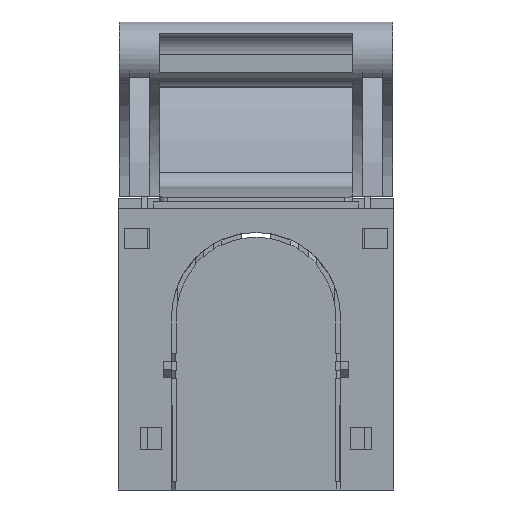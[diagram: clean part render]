
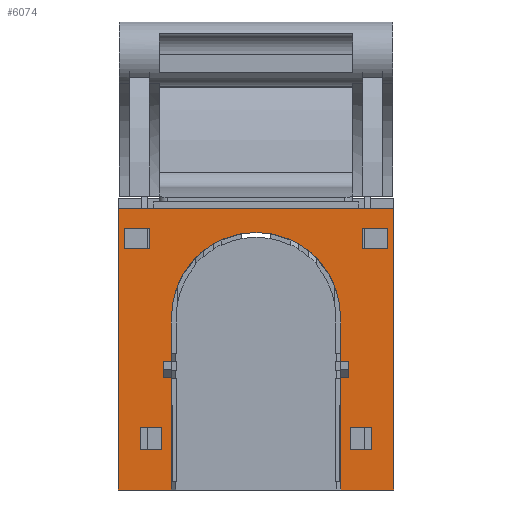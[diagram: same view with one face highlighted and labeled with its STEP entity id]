
A CAD part, left-side view. The second image highlights one B-rep face of the part: STEP entity #6074.
In plain terms, the highlighted planar face has unit normal (-1, 0, 0).
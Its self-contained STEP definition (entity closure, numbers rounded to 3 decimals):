
#1749=DIRECTION('',(0.,-1.,0.));
#1750=VECTOR('',#1749,68.5);
#1751=CARTESIAN_POINT('',(-164.,34.25,42.5));
#1752=LINE('',#1751,#1750);
#1770=DIRECTION('',(0.,0.,1.));
#1771=VECTOR('',#1770,70.);
#1772=CARTESIAN_POINT('',(-164.,34.25,-27.5));
#1773=LINE('',#1772,#1771);
#1784=DIRECTION('',(0.,0.,1.));
#1785=VECTOR('',#1784,70.);
#1786=CARTESIAN_POINT('',(-164.,-34.25,-27.5));
#1787=LINE('',#1786,#1785);
#1791=DIRECTION('',(0.,-1.,0.));
#1792=VECTOR('',#1791,1.5);
#1793=CARTESIAN_POINT('',(-164.,-32.75,-27.5));
#1794=LINE('',#1793,#1792);
#1798=DIRECTION('',(0.,0.,-1.));
#1799=VECTOR('',#1798,28.);
#1800=CARTESIAN_POINT('',(-164.,-21.,0.5));
#1801=LINE('',#1800,#1799);
#1805=DIRECTION('',(0.,1.,0.));
#1806=VECTOR('',#1805,2.);
#1807=CARTESIAN_POINT('',(-164.,-23.,0.5));
#1808=LINE('',#1807,#1806);
#1812=DIRECTION('',(0.,0.,-1.));
#1813=VECTOR('',#1812,11.);
#1814=CARTESIAN_POINT('',(-164.,-21.,15.5));
#1815=LINE('',#1814,#1813);
#1819=CARTESIAN_POINT('',(-164.,0.,15.5));
#1820=DIRECTION('',(1.,0.,0.));
#1821=DIRECTION('',(0.,1.,0.));
#1822=AXIS2_PLACEMENT_3D('',#1819,#1820,#1821);
#1827=DIRECTION('',(0.,-1.,0.));
#1828=VECTOR('',#1827,2.);
#1829=CARTESIAN_POINT('',(-164.,23.,4.5));
#1830=LINE('',#1829,#1828);
#1834=DIRECTION('',(0.,0.,1.));
#1835=VECTOR('',#1834,4.);
#1836=CARTESIAN_POINT('',(-164.,23.,0.5));
#1837=LINE('',#1836,#1835);
#1841=DIRECTION('',(0.,-1.,0.));
#1842=VECTOR('',#1841,6.4);
#1843=CARTESIAN_POINT('',(-164.,32.75,37.5));
#1844=LINE('',#1843,#1842);
#1848=DIRECTION('',(0.,0.,1.));
#1849=VECTOR('',#1848,5.);
#1850=CARTESIAN_POINT('',(-164.,32.75,32.5));
#1851=LINE('',#1850,#1849);
#1855=DIRECTION('',(0.,1.,0.));
#1856=VECTOR('',#1855,6.4);
#1857=CARTESIAN_POINT('',(-164.,26.35,32.5));
#1858=LINE('',#1857,#1856);
#1862=DIRECTION('',(0.,-1.,0.));
#1863=VECTOR('',#1862,6.4);
#1864=CARTESIAN_POINT('',(-164.,-26.35,37.5));
#1865=LINE('',#1864,#1863);
#1869=DIRECTION('',(0.,0.,1.));
#1870=VECTOR('',#1869,5.);
#1871=CARTESIAN_POINT('',(-164.,-26.35,32.5));
#1872=LINE('',#1871,#1870);
#1876=DIRECTION('',(0.,1.,0.));
#1877=VECTOR('',#1876,6.4);
#1878=CARTESIAN_POINT('',(-164.,-32.75,32.5));
#1879=LINE('',#1878,#1877);
#1883=DIRECTION('',(0.,0.,-1.));
#1884=VECTOR('',#1883,5.5);
#1885=CARTESIAN_POINT('',(-164.,23.5,-12.));
#1886=LINE('',#1885,#1884);
#1890=DIRECTION('',(0.,-1.,0.));
#1891=VECTOR('',#1890,5.25);
#1892=CARTESIAN_POINT('',(-164.,28.75,-12.));
#1893=LINE('',#1892,#1891);
#1897=DIRECTION('',(0.,1.,0.));
#1898=VECTOR('',#1897,5.25);
#1899=CARTESIAN_POINT('',(-164.,23.5,-17.5));
#1900=LINE('',#1899,#1898);
#1904=DIRECTION('',(0.,0.,1.));
#1905=VECTOR('',#1904,5.5);
#1906=CARTESIAN_POINT('',(-164.,-23.5,-17.5));
#1907=LINE('',#1906,#1905);
#1911=DIRECTION('',(0.,1.,0.));
#1912=VECTOR('',#1911,5.25);
#1913=CARTESIAN_POINT('',(-164.,-28.75,-17.5));
#1914=LINE('',#1913,#1912);
#1918=DIRECTION('',(0.,0.,-1.));
#1919=VECTOR('',#1918,5.5);
#1920=CARTESIAN_POINT('',(-164.,-28.75,-12.));
#1921=LINE('',#1920,#1919);
#1925=DIRECTION('',(0.,-1.,0.));
#1926=VECTOR('',#1925,5.25);
#1927=CARTESIAN_POINT('',(-164.,-23.5,-12.));
#1928=LINE('',#1927,#1926);
#1953=DIRECTION('',(0.,1.,0.));
#1954=VECTOR('',#1953,11.75);
#1955=CARTESIAN_POINT('',(-164.,-32.75,-27.5));
#1956=LINE('',#1955,#1954);
#2037=DIRECTION('',(0.,1.,0.));
#2038=VECTOR('',#2037,1.5);
#2039=CARTESIAN_POINT('',(-164.,32.75,-27.5));
#2040=LINE('',#2039,#2038);
#2044=DIRECTION('',(0.,1.,0.));
#2045=VECTOR('',#2044,11.75);
#2046=CARTESIAN_POINT('',(-164.,21.,-27.5));
#2047=LINE('',#2046,#2045);
#2306=DIRECTION('',(0.,0.,1.));
#2307=VECTOR('',#2306,5.);
#2308=CARTESIAN_POINT('',(-164.,-32.75,32.5));
#2309=LINE('',#2308,#2307);
#3977=DIRECTION('',(0.,0.,1.));
#3978=VECTOR('',#3977,5.);
#3979=CARTESIAN_POINT('',(-164.,26.35,32.5));
#3980=LINE('',#3979,#3978);
#4637=DIRECTION('',(0.,0.,-1.));
#4638=VECTOR('',#4637,28.);
#4639=CARTESIAN_POINT('',(-164.,21.,0.5));
#4640=LINE('',#4639,#4638);
#4672=DIRECTION('',(0.,0.,-1.));
#4673=VECTOR('',#4672,11.);
#4674=CARTESIAN_POINT('',(-164.,21.,15.5));
#4675=LINE('',#4674,#4673);
#4728=DIRECTION('',(0.,-1.,0.));
#4729=VECTOR('',#4728,2.);
#4730=CARTESIAN_POINT('',(-164.,23.,0.5));
#4731=LINE('',#4730,#4729);
#4924=DIRECTION('',(0.,1.,0.));
#4925=VECTOR('',#4924,2.);
#4926=CARTESIAN_POINT('',(-164.,-23.,4.5));
#4927=LINE('',#4926,#4925);
#4931=DIRECTION('',(0.,0.,1.));
#4932=VECTOR('',#4931,4.);
#4933=CARTESIAN_POINT('',(-164.,-23.,0.5));
#4934=LINE('',#4933,#4932);
#5127=DIRECTION('',(0.,0.,-1.));
#5128=VECTOR('',#5127,5.5);
#5129=CARTESIAN_POINT('',(-164.,28.75,-12.));
#5130=LINE('',#5129,#5128);
#5199=CARTESIAN_POINT('',(-164.,34.25,42.5));
#5201=VERTEX_POINT('',#5199);
#5203=CARTESIAN_POINT('',(-164.,-34.25,42.5));
#5204=VERTEX_POINT('',#5203);
#5482=CARTESIAN_POINT('',(-164.,-23.,0.5));
#5483=CARTESIAN_POINT('',(-164.,-23.,4.5));
#5484=VERTEX_POINT('',#5482);
#5485=VERTEX_POINT('',#5483);
#5493=CARTESIAN_POINT('',(-164.,23.,0.5));
#5495=VERTEX_POINT('',#5493);
#5500=CARTESIAN_POINT('',(-164.,23.,4.5));
#5501=VERTEX_POINT('',#5500);
#5504=CARTESIAN_POINT('',(-164.,21.,4.5));
#5505=VERTEX_POINT('',#5504);
#5510=CARTESIAN_POINT('',(-164.,21.,0.5));
#5511=VERTEX_POINT('',#5510);
#5512=CARTESIAN_POINT('',(-164.,34.25,-27.5));
#5513=VERTEX_POINT('',#5512);
#5554=CARTESIAN_POINT('',(-164.,-34.25,-27.5));
#5555=VERTEX_POINT('',#5554);
#5556=CARTESIAN_POINT('',(-164.,-21.,4.5));
#5557=VERTEX_POINT('',#5556);
#5564=CARTESIAN_POINT('',(-164.,-21.,0.5));
#5565=VERTEX_POINT('',#5564);
#5566=CARTESIAN_POINT('',(-164.,21.,-27.5));
#5567=CARTESIAN_POINT('',(-164.,32.75,-27.5));
#5568=VERTEX_POINT('',#5566);
#5569=VERTEX_POINT('',#5567);
#5570=CARTESIAN_POINT('',(-164.,21.,15.5));
#5571=VERTEX_POINT('',#5570);
#5572=CARTESIAN_POINT('',(-164.,-21.,15.5));
#5573=VERTEX_POINT('',#5572);
#5574=CARTESIAN_POINT('',(-164.,-21.,-27.5));
#5575=VERTEX_POINT('',#5574);
#5576=CARTESIAN_POINT('',(-164.,-32.75,-27.5));
#5577=VERTEX_POINT('',#5576);
#5578=CARTESIAN_POINT('',(-164.,26.35,32.5));
#5579=CARTESIAN_POINT('',(-164.,26.35,37.5));
#5580=VERTEX_POINT('',#5578);
#5581=VERTEX_POINT('',#5579);
#5582=CARTESIAN_POINT('',(-164.,32.75,32.5));
#5583=VERTEX_POINT('',#5582);
#5584=CARTESIAN_POINT('',(-164.,32.75,37.5));
#5585=VERTEX_POINT('',#5584);
#5586=CARTESIAN_POINT('',(-164.,-26.35,37.5));
#5587=CARTESIAN_POINT('',(-164.,-32.75,37.5));
#5588=VERTEX_POINT('',#5586);
#5589=VERTEX_POINT('',#5587);
#5590=CARTESIAN_POINT('',(-164.,-32.75,32.5));
#5591=VERTEX_POINT('',#5590);
#5592=CARTESIAN_POINT('',(-164.,-26.35,32.5));
#5593=VERTEX_POINT('',#5592);
#5594=CARTESIAN_POINT('',(-164.,23.5,-12.));
#5595=CARTESIAN_POINT('',(-164.,23.5,-17.5));
#5596=VERTEX_POINT('',#5594);
#5597=VERTEX_POINT('',#5595);
#5598=CARTESIAN_POINT('',(-164.,28.75,-17.5));
#5599=VERTEX_POINT('',#5598);
#5600=CARTESIAN_POINT('',(-164.,28.75,-12.));
#5601=VERTEX_POINT('',#5600);
#5602=CARTESIAN_POINT('',(-164.,-23.5,-17.5));
#5603=CARTESIAN_POINT('',(-164.,-23.5,-12.));
#5604=VERTEX_POINT('',#5602);
#5605=VERTEX_POINT('',#5603);
#5606=CARTESIAN_POINT('',(-164.,-28.75,-12.));
#5607=VERTEX_POINT('',#5606);
#5608=CARTESIAN_POINT('',(-164.,-28.75,-17.5));
#5609=VERTEX_POINT('',#5608);
#5993=CARTESIAN_POINT('',(-164.,0.,42.5));
#5994=DIRECTION('',(-1.,0.,0.));
#5995=DIRECTION('',(0.,0.,1.));
#5996=AXIS2_PLACEMENT_3D('',#5993,#5994,#5995);
#5997=PLANE('',#5996);
#5999=ORIENTED_EDGE('',*,*,#5998,.T.);
#6001=ORIENTED_EDGE('',*,*,#6000,.T.);
#6002=ORIENTED_EDGE('',*,*,#5972,.T.);
#6003=ORIENTED_EDGE('',*,*,#5947,.T.);
#6005=ORIENTED_EDGE('',*,*,#6004,.F.);
#6007=ORIENTED_EDGE('',*,*,#6006,.F.);
#6009=ORIENTED_EDGE('',*,*,#6008,.T.);
#6011=ORIENTED_EDGE('',*,*,#6010,.F.);
#6013=ORIENTED_EDGE('',*,*,#6012,.F.);
#6015=ORIENTED_EDGE('',*,*,#6014,.T.);
#6017=ORIENTED_EDGE('',*,*,#6016,.T.);
#6019=ORIENTED_EDGE('',*,*,#6018,.F.);
#6021=ORIENTED_EDGE('',*,*,#6020,.F.);
#6023=ORIENTED_EDGE('',*,*,#6022,.T.);
#6025=ORIENTED_EDGE('',*,*,#6024,.F.);
#6027=ORIENTED_EDGE('',*,*,#6026,.F.);
#6029=ORIENTED_EDGE('',*,*,#6028,.T.);
#6031=ORIENTED_EDGE('',*,*,#6030,.T.);
#6032=EDGE_LOOP('',(#5999,#6001,#6002,#6003,#6005,#6007,#6009,#6011,#6013,#6015,
#6017,#6019,#6021,#6023,#6025,#6027,#6029,#6031));
#6033=FACE_OUTER_BOUND('',#6032,.F.);
#6035=ORIENTED_EDGE('',*,*,#6034,.T.);
#6037=ORIENTED_EDGE('',*,*,#6036,.F.);
#6039=ORIENTED_EDGE('',*,*,#6038,.F.);
#6041=ORIENTED_EDGE('',*,*,#6040,.F.);
#6042=EDGE_LOOP('',(#6035,#6037,#6039,#6041));
#6043=FACE_BOUND('',#6042,.F.);
#6045=ORIENTED_EDGE('',*,*,#6044,.F.);
#6047=ORIENTED_EDGE('',*,*,#6046,.F.);
#6049=ORIENTED_EDGE('',*,*,#6048,.F.);
#6051=ORIENTED_EDGE('',*,*,#6050,.T.);
#6052=EDGE_LOOP('',(#6045,#6047,#6049,#6051));
#6053=FACE_BOUND('',#6052,.F.);
#6055=ORIENTED_EDGE('',*,*,#6054,.F.);
#6057=ORIENTED_EDGE('',*,*,#6056,.F.);
#6059=ORIENTED_EDGE('',*,*,#6058,.T.);
#6061=ORIENTED_EDGE('',*,*,#6060,.F.);
#6062=EDGE_LOOP('',(#6055,#6057,#6059,#6061));
#6063=FACE_BOUND('',#6062,.F.);
#6065=ORIENTED_EDGE('',*,*,#6064,.F.);
#6067=ORIENTED_EDGE('',*,*,#6066,.F.);
#6069=ORIENTED_EDGE('',*,*,#6068,.F.);
#6071=ORIENTED_EDGE('',*,*,#6070,.F.);
#6072=EDGE_LOOP('',(#6065,#6067,#6069,#6071));
#6073=FACE_BOUND('',#6072,.F.);
#1823=CIRCLE('',#1822,21.);
#5947=EDGE_CURVE('',#5201,#5204,#1752,.T.);
#5972=EDGE_CURVE('',#5513,#5201,#1773,.T.);
#5998=EDGE_CURVE('',#5568,#5569,#2047,.T.);
#6000=EDGE_CURVE('',#5569,#5513,#2040,.T.);
#6004=EDGE_CURVE('',#5555,#5204,#1787,.T.);
#6006=EDGE_CURVE('',#5577,#5555,#1794,.T.);
#6008=EDGE_CURVE('',#5577,#5575,#1956,.T.);
#6010=EDGE_CURVE('',#5565,#5575,#1801,.T.);
#6012=EDGE_CURVE('',#5484,#5565,#1808,.T.);
#6014=EDGE_CURVE('',#5484,#5485,#4934,.T.);
#6016=EDGE_CURVE('',#5485,#5557,#4927,.T.);
#6018=EDGE_CURVE('',#5573,#5557,#1815,.T.);
#6020=EDGE_CURVE('',#5571,#5573,#1823,.T.);
#6022=EDGE_CURVE('',#5571,#5505,#4675,.T.);
#6024=EDGE_CURVE('',#5501,#5505,#1830,.T.);
#6026=EDGE_CURVE('',#5495,#5501,#1837,.T.);
#6028=EDGE_CURVE('',#5495,#5511,#4731,.T.);
#6030=EDGE_CURVE('',#5511,#5568,#4640,.T.);
#6034=EDGE_CURVE('',#5580,#5581,#3980,.T.);
#6036=EDGE_CURVE('',#5585,#5581,#1844,.T.);
#6038=EDGE_CURVE('',#5583,#5585,#1851,.T.);
#6040=EDGE_CURVE('',#5580,#5583,#1858,.T.);
#6044=EDGE_CURVE('',#5588,#5589,#1865,.T.);
#6046=EDGE_CURVE('',#5593,#5588,#1872,.T.);
#6048=EDGE_CURVE('',#5591,#5593,#1879,.T.);
#6050=EDGE_CURVE('',#5591,#5589,#2309,.T.);
#6054=EDGE_CURVE('',#5596,#5597,#1886,.T.);
#6056=EDGE_CURVE('',#5601,#5596,#1893,.T.);
#6058=EDGE_CURVE('',#5601,#5599,#5130,.T.);
#6060=EDGE_CURVE('',#5597,#5599,#1900,.T.);
#6064=EDGE_CURVE('',#5604,#5605,#1907,.T.);
#6066=EDGE_CURVE('',#5609,#5604,#1914,.T.);
#6068=EDGE_CURVE('',#5607,#5609,#1921,.T.);
#6070=EDGE_CURVE('',#5605,#5607,#1928,.T.);
#6074=ADVANCED_FACE('',(#6033,#6043,#6053,#6063,#6073),#5997,.T.);
